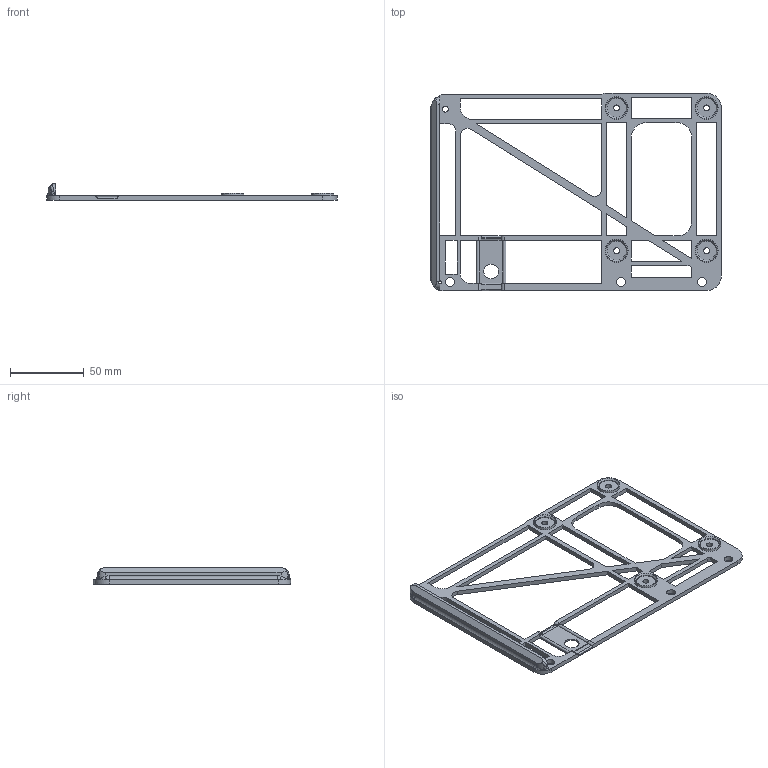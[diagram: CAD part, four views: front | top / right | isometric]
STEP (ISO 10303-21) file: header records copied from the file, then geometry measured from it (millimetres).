
FILE_DESCRIPTION(/* description */ (''),/* implementation_level */ '2;1');
FILE_NAME(/* name */ 'CB-Stencil_F3-01_013 (side).step',/* time_stamp */ '2022-06-11T21:55:15-04:00',/* author */ (''),/* organization */ (''),/* preprocessor_version */ 'ST-DEVELOPER v19',/* originating_system */ 'Autodesk Translation Framework v11.7.0.108',/* authorisation */ '');
FILE_SCHEMA (('AUTOMOTIVE_DESIGN { 1 0 10303 214 3 1 1 }'));
Length unit declared in the file: millimetre
Products named in the file (1): (Unsaved)
Bounding box: 197 x 133.97 x 11 mm (x, y, z)
Volume: 28671.2 mm3; surface area: 27660.8 mm2
Topology: 1 solids, 1 shells, 153 faces, 425 edges, 277 vertices
Faces by surface type: plane 89, cylinder 44, bspline 12, cone 8
Full cylindrical faces by diameter (mm): 2 x1, 4 x5, 6 x3, 10 x1, 13 x4
Entity records: 5337 total; most frequent: CARTESIAN_POINT 1281, ORIENTED_EDGE 850, DIRECTION 789, EDGE_CURVE 425, LINE 281, VECTOR 281, VERTEX_POINT 277, AXIS2_PLACEMENT_3D 254
